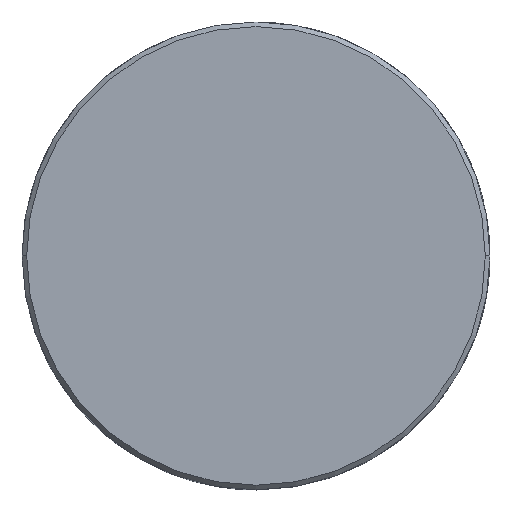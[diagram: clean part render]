
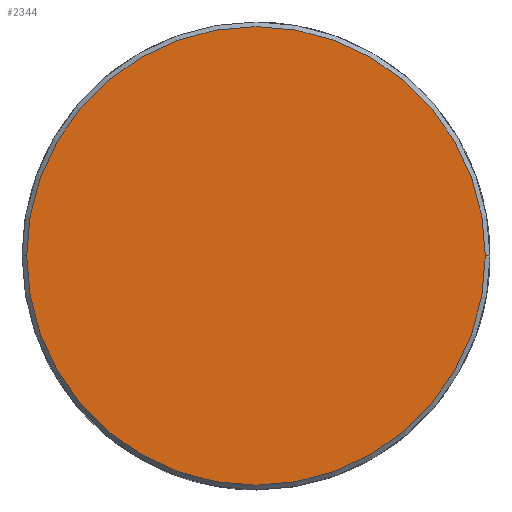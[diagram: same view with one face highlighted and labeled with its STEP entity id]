
A CAD part, top view. The second image highlights one B-rep face of the part: STEP entity #2344.
In plain terms, the highlighted planar face has unit normal (0, 0, 1).
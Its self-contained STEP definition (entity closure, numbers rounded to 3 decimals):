
#1578 = DIRECTION ( 'NONE',  ( 1., 0., 0. ) ) ;
#1579 = DIRECTION ( 'NONE',  ( 0., 0., 1. ) ) ;
#1608 = CIRCLE ( 'NONE', #1634, 12.45 ) ;
#1631 = CARTESIAN_POINT ( 'NONE',  ( 0., 0., 2.5 ) ) ;
#1634 = AXIS2_PLACEMENT_3D ( 'NONE', #1631, #1579, #1578 ) ;
#1729 = CARTESIAN_POINT ( 'NONE',  ( 12.45, 0., 2.5 ) ) ;
#1788 = CARTESIAN_POINT ( 'NONE',  ( -12.45, 0., 2.5 ) ) ;
#1986 = DIRECTION ( 'NONE',  ( 1., 0., 0. ) ) ;
#1987 = DIRECTION ( 'NONE',  ( 0., 0., 1. ) ) ;
#1988 = CARTESIAN_POINT ( 'NONE',  ( 0., 0., 2.5 ) ) ;
#1991 = DIRECTION ( 'NONE',  ( 1., 0., 0. ) ) ;
#1992 = DIRECTION ( 'NONE',  ( 0., 0., 1. ) ) ;
#1993 = CARTESIAN_POINT ( 'NONE',  ( 0., 0., 2.5 ) ) ;
#1996 = AXIS2_PLACEMENT_3D ( 'NONE', #1993, #1992, #1991 ) ;
#1997 = FACE_OUTER_BOUND ( 'NONE', #2351, .T. ) ;
#1999 = AXIS2_PLACEMENT_3D ( 'NONE', #1988, #1987, #1986 ) ;
#2004 = CIRCLE ( 'NONE', #1999, 12.45 ) ;
#2005 = PLANE ( 'NONE',  #1996 ) ;
#2234 = EDGE_CURVE ( 'NONE', #2291, #2304, #1608, .T. ) ;
#2291 = VERTEX_POINT ( 'NONE', #1729 ) ;
#2304 = VERTEX_POINT ( 'NONE', #1788 ) ;
#2344 = ADVANCED_FACE ( 'NONE', ( #1997 ), #2005, .T. ) ;
#2345 = ORIENTED_EDGE ( 'NONE', *, *, #2234, .T. ) ;
#2347 = EDGE_CURVE ( 'NONE', #2304, #2291, #2004, .T. ) ;
#2349 = ORIENTED_EDGE ( 'NONE', *, *, #2347, .T. ) ;
#2351 = EDGE_LOOP ( 'NONE', ( #2349, #2345 ) ) ;
